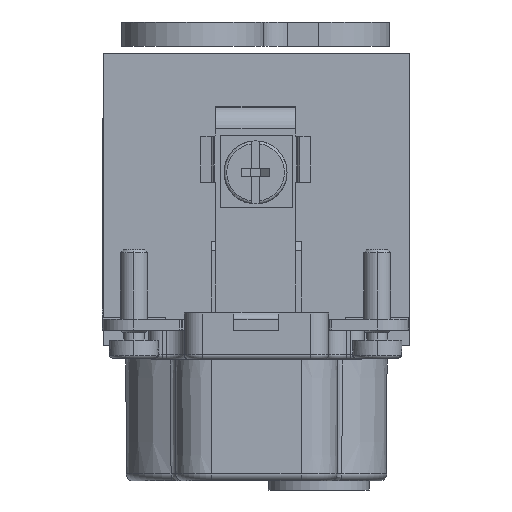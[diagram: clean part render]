
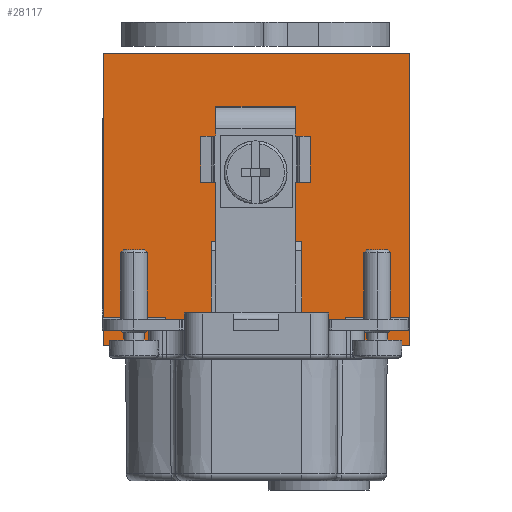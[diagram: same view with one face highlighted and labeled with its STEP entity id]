
A CAD part, front view. The second image highlights one B-rep face of the part: STEP entity #28117.
In plain terms, the highlighted planar face has unit normal (0, -1, 0).
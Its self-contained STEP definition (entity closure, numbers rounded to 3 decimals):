
#2760=DIRECTION('',(-1.,0.,0.));
#2761=VECTOR('',#2760,34.);
#2762=CARTESIAN_POINT('',(17.,-45.2,20.9));
#2763=LINE('',#2762,#2761);
#5706=DIRECTION('',(-1.,0.,0.));
#5707=VECTOR('',#5706,8.8);
#5708=CARTESIAN_POINT('',(4.3,-45.2,14.956));
#5709=LINE('',#5708,#5707);
#5710=DIRECTION('',(0.,0.,1.));
#5711=VECTOR('',#5710,1.219);
#5712=CARTESIAN_POINT('',(-4.5,-45.2,13.737));
#5713=LINE('',#5712,#5711);
#5714=DIRECTION('',(-1.,0.,0.));
#5715=VECTOR('',#5714,8.8);
#5716=CARTESIAN_POINT('',(4.3,-45.2,13.737));
#5717=LINE('',#5716,#5715);
#5718=DIRECTION('',(0.,0.,1.));
#5719=VECTOR('',#5718,1.219);
#5720=CARTESIAN_POINT('',(4.3,-45.2,13.737));
#5721=LINE('',#5720,#5719);
#5722=DIRECTION('',(-1.,0.,0.));
#5723=VECTOR('',#5722,6.9);
#5724=CARTESIAN_POINT('',(-10.1,-45.2,-8.425));
#5725=LINE('',#5724,#5723);
#5726=DIRECTION('',(0.,0.,1.));
#5727=VECTOR('',#5726,29.325);
#5728=CARTESIAN_POINT('',(-17.,-45.2,-8.425));
#5729=LINE('',#5728,#5727);
#5730=DIRECTION('',(0.,0.,-1.));
#5731=VECTOR('',#5730,32.5);
#5732=CARTESIAN_POINT('',(17.,-45.2,20.9));
#5733=LINE('',#5732,#5731);
#5734=DIRECTION('',(1.,0.,0.));
#5735=VECTOR('',#5734,5.05);
#5736=CARTESIAN_POINT('',(11.95,-45.2,-11.6));
#5737=LINE('',#5736,#5735);
#5738=DIRECTION('',(0.,0.,-1.));
#5739=VECTOR('',#5738,1.7);
#5740=CARTESIAN_POINT('',(11.95,-45.2,-9.9));
#5741=LINE('',#5740,#5739);
#5742=DIRECTION('',(-1.,0.,0.));
#5743=VECTOR('',#5742,4.75);
#5744=CARTESIAN_POINT('',(9.753,-45.202,
-8.65));
#5745=LINE('',#5744,#5743);
#5746=DIRECTION('',(0.,0.,1.));
#5747=VECTOR('',#5746,8.65);
#5748=CARTESIAN_POINT('',(5.003,-45.202,
-8.65));
#5749=LINE('',#5748,#5747);
#5750=DIRECTION('',(-1.,0.,0.));
#5751=VECTOR('',#5750,4.747);
#5752=CARTESIAN_POINT('',(-5.003,-45.202,
-8.65));
#5753=LINE('',#5752,#5751);
#5754=DIRECTION('',(1.,0.,0.));
#5755=VECTOR('',#5754,5.05);
#5756=CARTESIAN_POINT('',(-17.,-45.2,-11.6));
#5757=LINE('',#5756,#5755);
#5758=DIRECTION('',(0.,0.,1.));
#5759=VECTOR('',#5758,1.854);
#5760=CARTESIAN_POINT('',(-17.,-45.2,-11.6));
#5761=LINE('',#5760,#5759);
#5762=DIRECTION('',(-1.,0.,0.));
#5763=VECTOR('',#5762,6.9);
#5764=CARTESIAN_POINT('',(-10.1,-45.2,-9.746));
#5765=LINE('',#5764,#5763);
#5766=DIRECTION('',(0.,0.,-1.));
#5767=VECTOR('',#5766,1.321);
#5768=CARTESIAN_POINT('',(-10.1,-45.2,-8.425));
#5769=LINE('',#5768,#5767);
#5770=DIRECTION('',(-1.,0.,0.));
#5771=VECTOR('',#5770,7.);
#5772=CARTESIAN_POINT('',(16.9,-45.2,-8.425));
#5773=LINE('',#5772,#5771);
#5774=DIRECTION('',(0.,0.,-1.));
#5775=VECTOR('',#5774,1.321);
#5776=CARTESIAN_POINT('',(9.9,-45.2,-8.425));
#5777=LINE('',#5776,#5775);
#5778=DIRECTION('',(-1.,0.,0.));
#5779=VECTOR('',#5778,7.);
#5780=CARTESIAN_POINT('',(16.9,-45.2,-9.746));
#5781=LINE('',#5780,#5779);
#5782=DIRECTION('',(0.,0.,-1.));
#5783=VECTOR('',#5782,1.321);
#5784=CARTESIAN_POINT('',(16.9,-45.2,-8.425));
#5785=LINE('',#5784,#5783);
#5786=CARTESIAN_POINT('',(-0.1,-45.2,7.65));
#5787=DIRECTION('',(0.,1.,0.));
#5788=DIRECTION('',(-1.,0.,0.));
#5789=AXIS2_PLACEMENT_3D('',#5786,#5787,#5788);
#5791=CARTESIAN_POINT('',(-0.1,-45.2,7.65));
#5792=DIRECTION('',(0.,1.,0.));
#5793=DIRECTION('',(1.,0.,0.));
#5794=AXIS2_PLACEMENT_3D('',#5791,#5792,#5793);
#8921=DIRECTION('',(0.,0.,-1.));
#8922=VECTOR('',#8921,1.7);
#8923=CARTESIAN_POINT('',(-11.95,-45.2,-9.9));
#8924=LINE('',#8923,#8922);
#8937=DIRECTION('',(1.,0.,0.));
#8938=VECTOR('',#8937,2.2);
#8939=CARTESIAN_POINT('',(-11.95,-45.2,-9.9));
#8940=LINE('',#8939,#8938);
#8953=DIRECTION('',(1.,0.,0.));
#8954=VECTOR('',#8953,2.197);
#8955=CARTESIAN_POINT('',(9.753,-45.2,-9.9));
#8956=LINE('',#8955,#8954);
#8983=DIRECTION('',(0.,-0.001,1.));
#8984=VECTOR('',#8983,1.25);
#8985=CARTESIAN_POINT('',(-9.75,-45.2,-9.9));
#8986=LINE('',#8985,#8984);
#8996=DIRECTION('',(0.,0.,1.));
#8997=VECTOR('',#8996,8.65);
#8998=CARTESIAN_POINT('',(-5.003,-45.202,
-8.65));
#8999=LINE('',#8998,#8997);
#9010=CARTESIAN_POINT('',(-5.003,-45.203,
-8.65));
#9012=DIRECTION('',(-1.,0.,0.));
#9013=VECTOR('',#9012,10.);
#9014=CARTESIAN_POINT('',(5.,-45.2,0.));
#9015=LINE('',#9014,#9013);
#9028=CARTESIAN_POINT('',(5.003,-45.203,
-8.65));
#9051=DIRECTION('',(0.,-0.001,1.));
#9052=VECTOR('',#9051,1.25);
#9053=CARTESIAN_POINT('',(9.753,-45.2,-9.9));
#9054=LINE('',#9053,#9052);
#17705=CARTESIAN_POINT('',(11.95,-45.2,-11.6));
#17707=VERTEX_POINT('',#17705);
#17710=CARTESIAN_POINT('',(-11.95,-45.2,-11.6));
#17712=VERTEX_POINT('',#17710);
#18131=VERTEX_POINT('',#9028);
#18136=VERTEX_POINT('',#9010);
#18214=CARTESIAN_POINT('',(17.,-45.2,20.9));
#18216=VERTEX_POINT('',#18214);
#18217=CARTESIAN_POINT('',(-17.,-45.2,20.9));
#18218=VERTEX_POINT('',#18217);
#18269=CARTESIAN_POINT('',(5.,-45.2,0.));
#18270=CARTESIAN_POINT('',(-5.,-45.2,0.));
#18271=VERTEX_POINT('',#18269);
#18272=VERTEX_POINT('',#18270);
#18331=CARTESIAN_POINT('',(-11.95,-45.2,-9.9));
#18332=CARTESIAN_POINT('',(-9.75,-45.2,-9.9));
#18333=VERTEX_POINT('',#18331);
#18334=VERTEX_POINT('',#18332);
#18335=CARTESIAN_POINT('',(9.753,-45.2,-9.9));
#18336=CARTESIAN_POINT('',(11.95,-45.2,-9.9));
#18337=VERTEX_POINT('',#18335);
#18338=VERTEX_POINT('',#18336);
#18339=CARTESIAN_POINT('',(-9.75,-45.202,-8.65));
#18340=VERTEX_POINT('',#18339);
#18387=CARTESIAN_POINT('',(9.753,-45.202,
-8.65));
#18388=VERTEX_POINT('',#18387);
#18393=CARTESIAN_POINT('',(-17.,-45.2,-11.6));
#18394=VERTEX_POINT('',#18393);
#18395=CARTESIAN_POINT('',(17.,-45.2,-11.6));
#18396=VERTEX_POINT('',#18395);
#18833=CARTESIAN_POINT('',(4.3,-45.2,14.956));
#18834=CARTESIAN_POINT('',(-4.5,-45.2,14.956));
#18835=VERTEX_POINT('',#18833);
#18836=VERTEX_POINT('',#18834);
#18837=CARTESIAN_POINT('',(4.3,-45.2,13.737));
#18838=CARTESIAN_POINT('',(-4.5,-45.2,13.737));
#18839=VERTEX_POINT('',#18837);
#18840=VERTEX_POINT('',#18838);
#18841=CARTESIAN_POINT('',(-10.1,-45.2,-8.425));
#18842=CARTESIAN_POINT('',(-17.,-45.2,-8.425));
#18843=VERTEX_POINT('',#18841);
#18844=VERTEX_POINT('',#18842);
#18845=CARTESIAN_POINT('',(-10.1,-45.2,-9.746));
#18846=CARTESIAN_POINT('',(-17.,-45.2,-9.746));
#18847=VERTEX_POINT('',#18845);
#18848=VERTEX_POINT('',#18846);
#18849=CARTESIAN_POINT('',(16.9,-45.2,-8.425));
#18850=CARTESIAN_POINT('',(9.9,-45.2,-8.425));
#18851=VERTEX_POINT('',#18849);
#18852=VERTEX_POINT('',#18850);
#18853=CARTESIAN_POINT('',(16.9,-45.2,-9.746));
#18854=CARTESIAN_POINT('',(9.9,-45.2,-9.746));
#18855=VERTEX_POINT('',#18853);
#18856=VERTEX_POINT('',#18854);
#18857=CARTESIAN_POINT('',(-2.35,-45.2,7.65));
#18858=CARTESIAN_POINT('',(2.15,-45.2,7.65));
#18859=VERTEX_POINT('',#18857);
#18860=VERTEX_POINT('',#18858);
#28050=CARTESIAN_POINT('',(-17.,-45.2,0.));
#28051=DIRECTION('',(0.,1.,0.));
#28052=DIRECTION('',(1.,0.,0.));
#28053=AXIS2_PLACEMENT_3D('',#28050,#28051,#28052);
#28054=PLANE('',#28053);
#28056=ORIENTED_EDGE('',*,*,#28055,.T.);
#28057=ORIENTED_EDGE('',*,*,#27682,.T.);
#28058=ORIENTED_EDGE('',*,*,#25279,.F.);
#28059=ORIENTED_EDGE('',*,*,#26671,.T.);
#28060=ORIENTED_EDGE('',*,*,#24593,.F.);
#28062=ORIENTED_EDGE('',*,*,#28061,.F.);
#28064=ORIENTED_EDGE('',*,*,#28063,.F.);
#28066=ORIENTED_EDGE('',*,*,#28065,.T.);
#28068=ORIENTED_EDGE('',*,*,#28067,.T.);
#28070=ORIENTED_EDGE('',*,*,#28069,.T.);
#28072=ORIENTED_EDGE('',*,*,#28071,.T.);
#28074=ORIENTED_EDGE('',*,*,#28073,.F.);
#28076=ORIENTED_EDGE('',*,*,#28075,.T.);
#28078=ORIENTED_EDGE('',*,*,#28077,.F.);
#28080=ORIENTED_EDGE('',*,*,#28079,.F.);
#28082=ORIENTED_EDGE('',*,*,#28081,.T.);
#28083=ORIENTED_EDGE('',*,*,#24605,.F.);
#28084=ORIENTED_EDGE('',*,*,#27694,.T.);
#28086=ORIENTED_EDGE('',*,*,#28085,.F.);
#28088=ORIENTED_EDGE('',*,*,#28087,.F.);
#28089=EDGE_LOOP('',(#28056,#28057,#28058,#28059,#28060,#28062,#28064,#28066,
#28068,#28070,#28072,#28074,#28076,#28078,#28080,#28082,#28083,#28084,#28086,
#28088));
#28090=FACE_OUTER_BOUND('',#28089,.F.);
#28092=ORIENTED_EDGE('',*,*,#28091,.T.);
#28094=ORIENTED_EDGE('',*,*,#28093,.F.);
#28096=ORIENTED_EDGE('',*,*,#28095,.F.);
#28098=ORIENTED_EDGE('',*,*,#28097,.T.);
#28099=EDGE_LOOP('',(#28092,#28094,#28096,#28098));
#28100=FACE_BOUND('',#28099,.F.);
#28102=ORIENTED_EDGE('',*,*,#28101,.T.);
#28104=ORIENTED_EDGE('',*,*,#28103,.T.);
#28106=ORIENTED_EDGE('',*,*,#28105,.F.);
#28108=ORIENTED_EDGE('',*,*,#28107,.F.);
#28109=EDGE_LOOP('',(#28102,#28104,#28106,#28108));
#28110=FACE_BOUND('',#28109,.F.);
#28112=ORIENTED_EDGE('',*,*,#28111,.F.);
#28114=ORIENTED_EDGE('',*,*,#28113,.F.);
#28115=EDGE_LOOP('',(#28112,#28114));
#28116=FACE_BOUND('',#28115,.F.);
#28117=ADVANCED_FACE('',(#28090,#28100,#28110,#28116),#28054,.F.);
#5790=CIRCLE('',#5789,2.25);
#5795=CIRCLE('',#5794,2.25);
#24593=EDGE_CURVE('',#17707,#18396,#5737,.T.);
#24605=EDGE_CURVE('',#18394,#17712,#5757,.T.);
#25279=EDGE_CURVE('',#18216,#18218,#2763,.T.);
#26671=EDGE_CURVE('',#18216,#18396,#5733,.T.);
#27682=EDGE_CURVE('',#18844,#18218,#5729,.T.);
#27694=EDGE_CURVE('',#18394,#18848,#5761,.T.);
#28055=EDGE_CURVE('',#18843,#18844,#5725,.T.);
#28061=EDGE_CURVE('',#18338,#17707,#5741,.T.);
#28063=EDGE_CURVE('',#18337,#18338,#8956,.T.);
#28065=EDGE_CURVE('',#18337,#18388,#9054,.T.);
#28067=EDGE_CURVE('',#18388,#18131,#5745,.T.);
#28069=EDGE_CURVE('',#18131,#18271,#5749,.T.);
#28071=EDGE_CURVE('',#18271,#18272,#9015,.T.);
#28073=EDGE_CURVE('',#18136,#18272,#8999,.T.);
#28075=EDGE_CURVE('',#18136,#18340,#5753,.T.);
#28077=EDGE_CURVE('',#18334,#18340,#8986,.T.);
#28079=EDGE_CURVE('',#18333,#18334,#8940,.T.);
#28081=EDGE_CURVE('',#18333,#17712,#8924,.T.);
#28085=EDGE_CURVE('',#18847,#18848,#5765,.T.);
#28087=EDGE_CURVE('',#18843,#18847,#5769,.T.);
#28091=EDGE_CURVE('',#18835,#18836,#5709,.T.);
#28093=EDGE_CURVE('',#18840,#18836,#5713,.T.);
#28095=EDGE_CURVE('',#18839,#18840,#5717,.T.);
#28097=EDGE_CURVE('',#18839,#18835,#5721,.T.);
#28101=EDGE_CURVE('',#18851,#18852,#5773,.T.);
#28103=EDGE_CURVE('',#18852,#18856,#5777,.T.);
#28105=EDGE_CURVE('',#18855,#18856,#5781,.T.);
#28107=EDGE_CURVE('',#18851,#18855,#5785,.T.);
#28111=EDGE_CURVE('',#18859,#18860,#5790,.T.);
#28113=EDGE_CURVE('',#18860,#18859,#5795,.T.);
